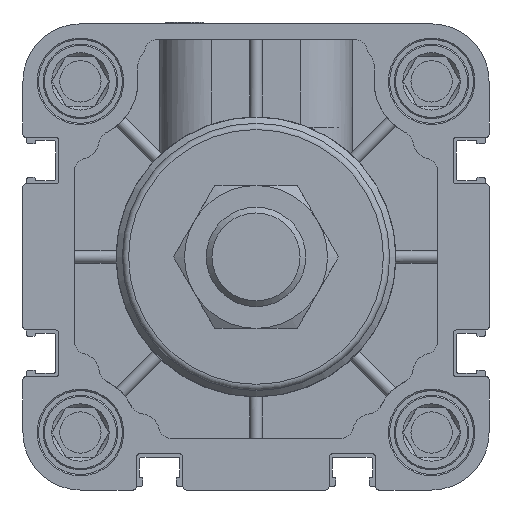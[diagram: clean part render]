
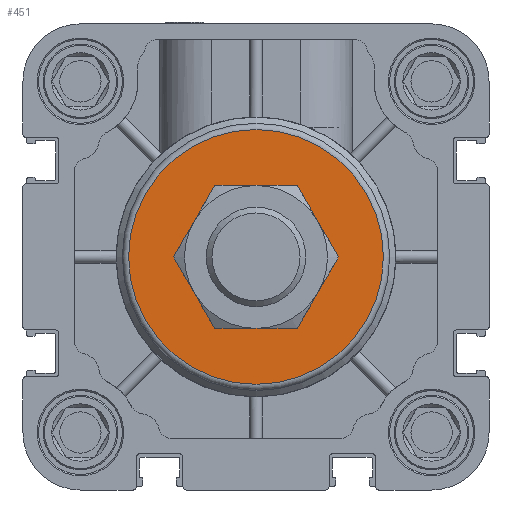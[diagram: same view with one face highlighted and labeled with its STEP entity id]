
A CAD part, left-side view. The second image highlights one B-rep face of the part: STEP entity #451.
In plain terms, the highlighted planar face has unit normal (-1, 0, 0).
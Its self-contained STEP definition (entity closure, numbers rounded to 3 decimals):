
#451 = ADVANCED_FACE( '', ( #1428, #1429 ), #1430, .F. );
#1428 = FACE_BOUND( '', #2923, .T. );
#1429 = FACE_OUTER_BOUND( '', #2924, .T. );
#1430 = PLANE( '', #2925 );
#2923 = EDGE_LOOP( '', ( #6054 ) );
#2924 = EDGE_LOOP( '', ( #6055 ) );
#2925 = AXIS2_PLACEMENT_3D( '', #6056, #6057, #6058 );
#6054 = ORIENTED_EDGE( '', *, *, #9289, .F. );
#6055 = ORIENTED_EDGE( '', *, *, #10024, .T. );
#6056 = CARTESIAN_POINT( '', ( -27., 0., 20.5 ) );
#6057 = DIRECTION( '', ( 1., 0., 0. ) );
#6058 = DIRECTION( '', ( 0., 0., -1. ) );
#9289 = EDGE_CURVE( '', #11214, #11214, #11215, .F. );
#10024 = EDGE_CURVE( '', #12468, #12468, #12469, .T. );
#11214 = VERTEX_POINT( '', #14089 );
#11215 = CIRCLE( '', #14090, 10. );
#12468 = VERTEX_POINT( '', #16193 );
#12469 = CIRCLE( '', #16194, 20.5 );
#14089 = CARTESIAN_POINT( '', ( -27., 0., -10. ) );
#14090 = AXIS2_PLACEMENT_3D( '', #18457, #18458, #18459 );
#16193 = CARTESIAN_POINT( '', ( -27., 0., 20.5 ) );
#16194 = AXIS2_PLACEMENT_3D( '', #19670, #19671, #19672 );
#18457 = CARTESIAN_POINT( '', ( -27., 0., 0. ) );
#18458 = DIRECTION( '', ( 1., 0., 0. ) );
#18459 = DIRECTION( '', ( 0., 0., -1. ) );
#19670 = CARTESIAN_POINT( '', ( -27., 0., 0. ) );
#19671 = DIRECTION( '', ( -1., 0., 0. ) );
#19672 = DIRECTION( '', ( 0., 0., 1. ) );
